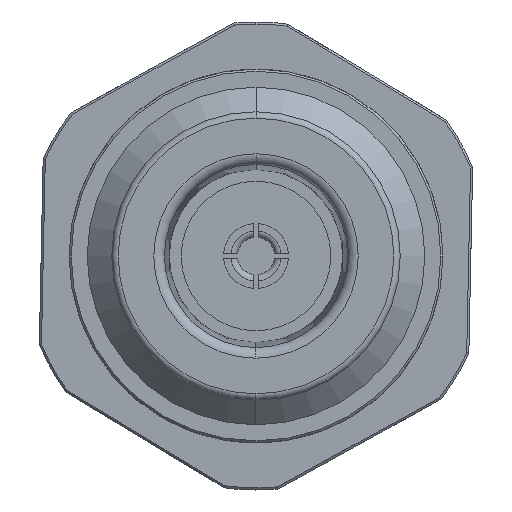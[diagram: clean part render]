
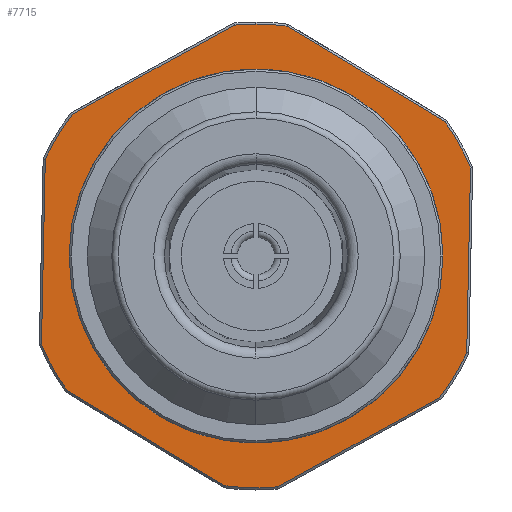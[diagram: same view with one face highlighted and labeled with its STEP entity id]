
A CAD part, front view. The second image highlights one B-rep face of the part: STEP entity #7715.
In plain terms, the highlighted planar face has unit normal (0, -1, 0).
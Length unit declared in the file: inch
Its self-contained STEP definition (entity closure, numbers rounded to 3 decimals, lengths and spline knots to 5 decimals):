
#21 = DIRECTION ( 'NONE',  ( 0.021, 0., 1. ) ) ;
#356 = CIRCLE ( 'NONE', #1466, 0.42717 ) ;
#467 = VERTEX_POINT ( 'NONE', #4653 ) ;
#480 = DIRECTION ( 'NONE',  ( 0., 1., 0. ) ) ;
#502 = CIRCLE ( 'NONE', #2904, 0.42717 ) ;
#520 = VECTOR ( 'NONE', #7360, 39.37008 ) ;
#627 = LINE ( 'NONE', #4091, #520 ) ;
#753 = CARTESIAN_POINT ( 'NONE',  ( 0., -0.66929, -0.32677 ) ) ;
#830 = CARTESIAN_POINT ( 'NONE',  ( 0., -0.66929, 0. ) ) ;
#875 = DIRECTION ( 'NONE',  ( -0.856, 0., 0.518 ) ) ;
#947 = DIRECTION ( 'NONE',  ( 0., -1., 0. ) ) ;
#1127 = FACE_BOUND ( 'NONE', #7609, .T. ) ;
#1157 = CARTESIAN_POINT ( 'NONE',  ( 0., -0.66929, 0.42717 ) ) ;
#1222 = CARTESIAN_POINT ( 'NONE',  ( 0.03973, -0.66929, -0.42531 ) ) ;
#1325 = DIRECTION ( 'NONE',  ( 0., -1., 0. ) ) ;
#1370 = EDGE_CURVE ( 'NONE', #467, #4811, #3467, .T. ) ;
#1402 = VERTEX_POINT ( 'NONE', #1444 ) ;
#1444 = CARTESIAN_POINT ( 'NONE',  ( 0.39521, -0.66929, 0.16212 ) ) ;
#1450 = ORIENTED_EDGE ( 'NONE', *, *, #7793, .T. ) ;
#1465 = VERTEX_POINT ( 'NONE', #2137 ) ;
#1466 = AXIS2_PLACEMENT_3D ( 'NONE', #3945, #3812, #8557 ) ;
#1480 = AXIS2_PLACEMENT_3D ( 'NONE', #6930, #947, #4357 ) ;
#1500 = DIRECTION ( 'NONE',  ( 0., 0., -1. ) ) ;
#1570 = VERTEX_POINT ( 'NONE', #7717 ) ;
#1641 = AXIS2_PLACEMENT_3D ( 'NONE', #5222, #3731, #3224 ) ;
#1711 = VERTEX_POINT ( 'NONE', #2657 ) ;
#1847 = CIRCLE ( 'NONE', #6727, 0.42717 ) ;
#2113 = ORIENTED_EDGE ( 'NONE', *, *, #8623, .T. ) ;
#2137 = CARTESIAN_POINT ( 'NONE',  ( -0.34847, -0.66929, -0.24706 ) ) ;
#2185 = CIRCLE ( 'NONE', #1480, 0.32677 ) ;
#2350 = CARTESIAN_POINT ( 'NONE',  ( -0.05721, -0.66929, -0.42332 ) ) ;
#2428 = CARTESIAN_POINT ( 'NONE',  ( -0.338, -0.66929, 0.2612 ) ) ;
#2489 = CARTESIAN_POINT ( 'NONE',  ( -0.03973, -0.66929, 0.42531 ) ) ;
#2600 = VECTOR ( 'NONE', #21, 39.37008 ) ;
#2646 = EDGE_CURVE ( 'NONE', #8049, #1570, #4588, .T. ) ;
#2657 = CARTESIAN_POINT ( 'NONE',  ( 0.3882, -0.66929, -0.17825 ) ) ;
#2765 = CARTESIAN_POINT ( 'NONE',  ( 0.05651, -0.66929, 0.42374 ) ) ;
#2784 = DIRECTION ( 'NONE',  ( 0., -1., 0. ) ) ;
#2851 = DIRECTION ( 'NONE',  ( 0., -1., 0. ) ) ;
#2860 = EDGE_CURVE ( 'NONE', #1465, #7101, #6234, .T. ) ;
#2904 = AXIS2_PLACEMENT_3D ( 'NONE', #7665, #3496, #4307 ) ;
#2943 = CARTESIAN_POINT ( 'NONE',  ( 0.338, -0.66929, -0.2612 ) ) ;
#3079 = ORIENTED_EDGE ( 'NONE', *, *, #6116, .T. ) ;
#3139 = VECTOR ( 'NONE', #875, 39.37008 ) ;
#3208 = DIRECTION ( 'NONE',  ( 1., 0., 0. ) ) ;
#3224 = DIRECTION ( 'NONE',  ( 0., 0., 1. ) ) ;
#3268 = EDGE_CURVE ( 'NONE', #1402, #467, #6255, .T. ) ;
#3330 = AXIS2_PLACEMENT_3D ( 'NONE', #5975, #1325, #6672 ) ;
#3458 = EDGE_CURVE ( 'NONE', #4811, #6264, #8356, .T. ) ;
#3467 = LINE ( 'NONE', #2765, #3139 ) ;
#3496 = DIRECTION ( 'NONE',  ( 0., -1., 0. ) ) ;
#3527 = DIRECTION ( 'NONE',  ( 0.856, 0., -0.518 ) ) ;
#3706 = ORIENTED_EDGE ( 'NONE', *, *, #2860, .T. ) ;
#3731 = DIRECTION ( 'NONE',  ( 0., -1., 0. ) ) ;
#3736 = ORIENTED_EDGE ( 'NONE', *, *, #5376, .T. ) ;
#3812 = DIRECTION ( 'NONE',  ( 0., -1., 0. ) ) ;
#3825 = AXIS2_PLACEMENT_3D ( 'NONE', #7501, #2784, #1500 ) ;
#3850 = ORIENTED_EDGE ( 'NONE', *, *, #8585, .T. ) ;
#3945 = CARTESIAN_POINT ( 'NONE',  ( 0., -0.66929, 0. ) ) ;
#4007 = CIRCLE ( 'NONE', #4829, 0.42717 ) ;
#4091 = CARTESIAN_POINT ( 'NONE',  ( 0.33872, -0.66929, -0.26081 ) ) ;
#4189 = ORIENTED_EDGE ( 'NONE', *, *, #3458, .T. ) ;
#4230 = ORIENTED_EDGE ( 'NONE', *, *, #3268, .T. ) ;
#4254 = EDGE_CURVE ( 'NONE', #6264, #7752, #1847, .T. ) ;
#4264 = CARTESIAN_POINT ( 'NONE',  ( -0.3882, -0.66929, 0.17825 ) ) ;
#4307 = DIRECTION ( 'NONE',  ( 0., 0., 1. ) ) ;
#4357 = DIRECTION ( 'NONE',  ( 0., 0., -1. ) ) ;
#4469 = ORIENTED_EDGE ( 'NONE', *, *, #6233, .T. ) ;
#4587 = CARTESIAN_POINT ( 'NONE',  ( 0.05721, -0.66929, 0.42332 ) ) ;
#4588 = LINE ( 'NONE', #7280, #8462 ) ;
#4592 = PLANE ( 'NONE',  #4958 ) ;
#4622 = ORIENTED_EDGE ( 'NONE', *, *, #8063, .F. ) ;
#4653 = CARTESIAN_POINT ( 'NONE',  ( 0.34847, -0.66929, 0.24706 ) ) ;
#4811 = VERTEX_POINT ( 'NONE', #4587 ) ;
#4829 = AXIS2_PLACEMENT_3D ( 'NONE', #5946, #8597, #7160 ) ;
#4896 = DIRECTION ( 'NONE',  ( 0., -1., 0. ) ) ;
#4929 = FACE_OUTER_BOUND ( 'NONE', #8131, .T. ) ;
#4934 = EDGE_CURVE ( 'NONE', #6393, #7370, #6189, .T. ) ;
#4958 = AXIS2_PLACEMENT_3D ( 'NONE', #7111, #480, #3208 ) ;
#4985 = DIRECTION ( 'NONE',  ( 0., 0., 1. ) ) ;
#5222 = CARTESIAN_POINT ( 'NONE',  ( 0., -0.66929, 0. ) ) ;
#5256 = ORIENTED_EDGE ( 'NONE', *, *, #4254, .T. ) ;
#5367 = CARTESIAN_POINT ( 'NONE',  ( -0.33872, -0.66929, 0.26081 ) ) ;
#5376 = EDGE_CURVE ( 'NONE', #7752, #8120, #7979, .T. ) ;
#5408 = CARTESIAN_POINT ( 'NONE',  ( -0.05651, -0.66929, -0.42374 ) ) ;
#5538 = ORIENTED_EDGE ( 'NONE', *, *, #2646, .T. ) ;
#5695 = ORIENTED_EDGE ( 'NONE', *, *, #4934, .F. ) ;
#5834 = VECTOR ( 'NONE', #3527, 39.37008 ) ;
#5893 = VECTOR ( 'NONE', #7939, 39.37008 ) ;
#5946 = CARTESIAN_POINT ( 'NONE',  ( 0., -0.66929, 0. ) ) ;
#5975 = CARTESIAN_POINT ( 'NONE',  ( 0., -0.66929, 0. ) ) ;
#6116 = EDGE_CURVE ( 'NONE', #7473, #1711, #502, .T. ) ;
#6189 = CIRCLE ( 'NONE', #3825, 0.32677 ) ;
#6233 = EDGE_CURVE ( 'NONE', #1711, #1402, #6546, .T. ) ;
#6234 = LINE ( 'NONE', #5408, #5834 ) ;
#6255 = CIRCLE ( 'NONE', #1641, 0.42717 ) ;
#6264 = VERTEX_POINT ( 'NONE', #1157 ) ;
#6390 = ORIENTED_EDGE ( 'NONE', *, *, #7742, .T. ) ;
#6393 = VERTEX_POINT ( 'NONE', #753 ) ;
#6546 = LINE ( 'NONE', #7968, #2600 ) ;
#6554 = DIRECTION ( 'NONE',  ( -0.021, 0., -1. ) ) ;
#6672 = DIRECTION ( 'NONE',  ( 0., 0., 1. ) ) ;
#6727 = AXIS2_PLACEMENT_3D ( 'NONE', #830, #2851, #4985 ) ;
#6839 = CARTESIAN_POINT ( 'NONE',  ( 0., -0.66929, 0.32677 ) ) ;
#6891 = ORIENTED_EDGE ( 'NONE', *, *, #1370, .T. ) ;
#6930 = CARTESIAN_POINT ( 'NONE',  ( 0., -0.66929, 0. ) ) ;
#7101 = VERTEX_POINT ( 'NONE', #2350 ) ;
#7111 = CARTESIAN_POINT ( 'NONE',  ( 0., -0.66929, 0. ) ) ;
#7160 = DIRECTION ( 'NONE',  ( 0., 0., 1. ) ) ;
#7215 = CIRCLE ( 'NONE', #3330, 0.42717 ) ;
#7280 = CARTESIAN_POINT ( 'NONE',  ( -0.39522, -0.66929, -0.16293 ) ) ;
#7360 = DIRECTION ( 'NONE',  ( 0.876, 0., 0.482 ) ) ;
#7370 = VERTEX_POINT ( 'NONE', #6839 ) ;
#7473 = VERTEX_POINT ( 'NONE', #2943 ) ;
#7501 = CARTESIAN_POINT ( 'NONE',  ( 0., -0.66929, 0. ) ) ;
#7609 = EDGE_LOOP ( 'NONE', ( #5695, #4622 ) ) ;
#7665 = CARTESIAN_POINT ( 'NONE',  ( 0., -0.66929, 0. ) ) ;
#7715 = ADVANCED_FACE ( 'NONE', ( #4929, #1127 ), #4592, .F. ) ;
#7717 = CARTESIAN_POINT ( 'NONE',  ( -0.39521, -0.66929, -0.16212 ) ) ;
#7742 = EDGE_CURVE ( 'NONE', #7101, #7797, #356, .T. ) ;
#7752 = VERTEX_POINT ( 'NONE', #2489 ) ;
#7793 = EDGE_CURVE ( 'NONE', #1570, #1465, #4007, .T. ) ;
#7797 = VERTEX_POINT ( 'NONE', #1222 ) ;
#7939 = DIRECTION ( 'NONE',  ( -0.876, 0., -0.482 ) ) ;
#7968 = CARTESIAN_POINT ( 'NONE',  ( 0.39522, -0.66929, 0.16293 ) ) ;
#7979 = LINE ( 'NONE', #5367, #5893 ) ;
#8049 = VERTEX_POINT ( 'NONE', #4264 ) ;
#8063 = EDGE_CURVE ( 'NONE', #7370, #6393, #2185, .T. ) ;
#8120 = VERTEX_POINT ( 'NONE', #2428 ) ;
#8131 = EDGE_LOOP ( 'NONE', ( #3706, #6390, #3850, #3079, #4469, #4230, #6891, #4189, #5256, #3736, #2113, #5538, #1450 ) ) ;
#8211 = CARTESIAN_POINT ( 'NONE',  ( 0., -0.66929, 0. ) ) ;
#8254 = DIRECTION ( 'NONE',  ( 0., 0., 1. ) ) ;
#8356 = CIRCLE ( 'NONE', #8392, 0.42717 ) ;
#8392 = AXIS2_PLACEMENT_3D ( 'NONE', #8211, #4896, #8254 ) ;
#8462 = VECTOR ( 'NONE', #6554, 39.37008 ) ;
#8557 = DIRECTION ( 'NONE',  ( 0., 0., 1. ) ) ;
#8585 = EDGE_CURVE ( 'NONE', #7797, #7473, #627, .T. ) ;
#8597 = DIRECTION ( 'NONE',  ( 0., -1., 0. ) ) ;
#8623 = EDGE_CURVE ( 'NONE', #8120, #8049, #7215, .T. ) ;
